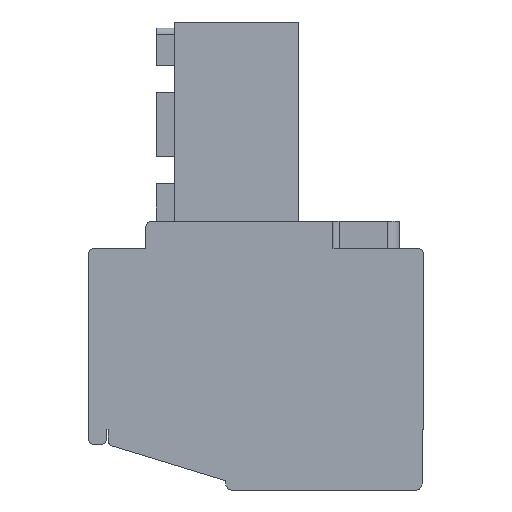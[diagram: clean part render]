
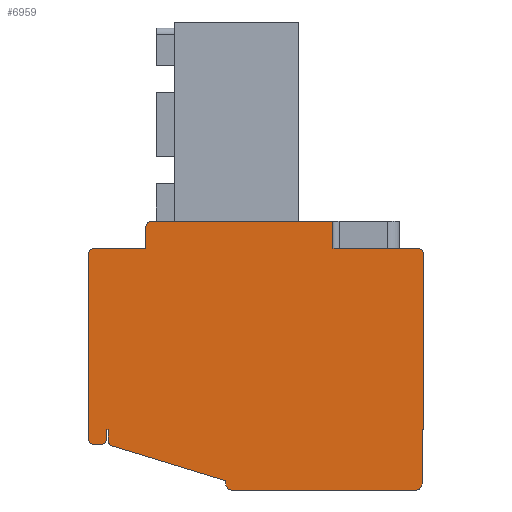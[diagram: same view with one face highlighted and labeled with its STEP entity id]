
A CAD part, left-side view. The second image highlights one B-rep face of the part: STEP entity #6959.
In plain terms, the highlighted planar face has unit normal (-1, 0, 0).
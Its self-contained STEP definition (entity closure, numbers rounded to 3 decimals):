
#72=CARTESIAN_POINT('',(-8.75,2.7,-6.8));
#73=DIRECTION('',(1.,0.,0.));
#74=DIRECTION('',(0.,1.,0.));
#75=AXIS2_PLACEMENT_3D('',#72,#73,#74);
#77=DIRECTION('',(0.,-1.,0.));
#78=VECTOR('',#77,6.);
#79=CARTESIAN_POINT('',(-8.75,2.7,-6.6));
#80=LINE('',#79,#78);
#81=DIRECTION('',(0.,0.,-1.));
#82=VECTOR('',#81,0.9);
#83=CARTESIAN_POINT('',(-8.75,-3.3,-6.6));
#84=LINE('',#83,#82);
#85=DIRECTION('',(0.,-1.,0.));
#86=VECTOR('',#85,2.8);
#87=CARTESIAN_POINT('',(-8.75,-3.3,-7.5));
#88=LINE('',#87,#86);
#89=CARTESIAN_POINT('',(-8.75,-6.1,-7.7));
#90=DIRECTION('',(1.,0.,0.));
#91=DIRECTION('',(0.,0.,1.));
#92=AXIS2_PLACEMENT_3D('',#89,#90,#91);
#94=DIRECTION('',(0.,0.,-1.));
#95=VECTOR('',#94,5.8);
#96=CARTESIAN_POINT('',(-8.75,-6.3,-7.7));
#97=LINE('',#96,#95);
#98=DIRECTION('',(0.,1.,0.));
#99=VECTOR('',#98,0.05);
#100=CARTESIAN_POINT('',(-8.75,-6.3,-13.5));
#101=LINE('',#100,#99);
#102=DIRECTION('',(0.,0.,-1.));
#103=VECTOR('',#102,1.8);
#104=CARTESIAN_POINT('',(-8.75,-6.25,-13.5));
#105=LINE('',#104,#103);
#106=CARTESIAN_POINT('',(-8.75,-6.05,-15.3));
#107=DIRECTION('',(1.,0.,0.));
#108=DIRECTION('',(0.,-1.,0.));
#109=AXIS2_PLACEMENT_3D('',#106,#107,#108);
#111=DIRECTION('',(0.,1.,0.));
#112=VECTOR('',#111,6.1);
#113=CARTESIAN_POINT('',(-8.75,-6.05,-15.5));
#114=LINE('',#113,#112);
#115=CARTESIAN_POINT('',(-8.75,0.05,-15.3));
#116=DIRECTION('',(1.,0.,0.));
#117=DIRECTION('',(0.,0.,-1.));
#118=AXIS2_PLACEMENT_3D('',#115,#116,#117);
#120=DIRECTION('',(0.,0.,1.));
#121=VECTOR('',#120,0.108);
#122=CARTESIAN_POINT('',(-8.75,0.25,-15.3));
#123=LINE('',#122,#121);
#124=DIRECTION('',(0.,0.956,0.292));
#125=VECTOR('',#124,3.93);
#126=CARTESIAN_POINT('',(-8.75,0.25,-15.192));
#127=LINE('',#126,#125);
#128=CARTESIAN_POINT('',(-8.75,3.95,-13.852));
#129=DIRECTION('',(1.,0.,0.));
#130=DIRECTION('',(0.,0.292,-0.956));
#131=AXIS2_PLACEMENT_3D('',#128,#129,#130);
#133=DIRECTION('',(0.,0.,1.));
#134=VECTOR('',#133,0.352);
#135=CARTESIAN_POINT('',(-8.75,4.15,-13.852));
#136=LINE('',#135,#134);
#137=DIRECTION('',(0.,1.,0.));
#138=VECTOR('',#137,0.05);
#139=CARTESIAN_POINT('',(-8.75,4.15,-13.5));
#140=LINE('',#139,#138);
#141=DIRECTION('',(0.,0.,-1.));
#142=VECTOR('',#141,0.3);
#143=CARTESIAN_POINT('',(-8.75,4.2,-13.5));
#144=LINE('',#143,#142);
#145=CARTESIAN_POINT('',(-8.75,4.4,-13.8));
#146=DIRECTION('',(1.,0.,0.));
#147=DIRECTION('',(0.,-1.,0.));
#148=AXIS2_PLACEMENT_3D('',#145,#146,#147);
#150=DIRECTION('',(0.,1.,0.));
#151=VECTOR('',#150,0.2);
#152=CARTESIAN_POINT('',(-8.75,4.4,-14.));
#153=LINE('',#152,#151);
#154=CARTESIAN_POINT('',(-8.75,4.6,-13.8));
#155=DIRECTION('',(1.,0.,0.));
#156=DIRECTION('',(0.,0.,-1.));
#157=AXIS2_PLACEMENT_3D('',#154,#155,#156);
#163=CARTESIAN_POINT('',(-8.75,4.6,-7.7));
#164=DIRECTION('',(-1.,0.,0.));
#165=DIRECTION('',(0.,0.,1.));
#166=AXIS2_PLACEMENT_3D('',#163,#164,#165);
#177=DIRECTION('',(0.,1.,0.));
#178=VECTOR('',#177,1.7);
#179=CARTESIAN_POINT('',(-8.75,2.9,-7.5));
#180=LINE('',#179,#178);
#272=DIRECTION('',(0.,0.,-1.));
#273=VECTOR('',#272,6.1);
#274=CARTESIAN_POINT('',(-8.75,4.8,-7.7));
#275=LINE('',#274,#273);
#3346=DIRECTION('',(0.,0.,-1.));
#3347=VECTOR('',#3346,0.7);
#3348=CARTESIAN_POINT('',(-8.75,2.9,-6.8));
#3349=LINE('',#3348,#3347);
#5536=CARTESIAN_POINT('',(-8.75,-6.3,-13.5));
#5537=CARTESIAN_POINT('',(-8.75,-6.25,-13.5));
#5538=VERTEX_POINT('',#5536);
#5539=VERTEX_POINT('',#5537);
#5540=CARTESIAN_POINT('',(-8.75,4.2,-13.5));
#5541=CARTESIAN_POINT('',(-8.75,4.2,-13.8));
#5542=VERTEX_POINT('',#5540);
#5543=VERTEX_POINT('',#5541);
#5544=CARTESIAN_POINT('',(-8.75,4.4,-14.));
#5545=CARTESIAN_POINT('',(-8.75,4.6,-14.));
#5546=VERTEX_POINT('',#5544);
#5547=VERTEX_POINT('',#5545);
#5548=CARTESIAN_POINT('',(-8.75,2.7,-6.6));
#5549=CARTESIAN_POINT('',(-8.75,-3.3,-6.6));
#5550=VERTEX_POINT('',#5548);
#5551=VERTEX_POINT('',#5549);
#5552=CARTESIAN_POINT('',(-8.75,-3.3,-7.5));
#5553=VERTEX_POINT('',#5552);
#5554=CARTESIAN_POINT('',(-8.75,-6.1,-7.5));
#5555=VERTEX_POINT('',#5554);
#5556=CARTESIAN_POINT('',(-8.75,-6.3,-7.7));
#5557=VERTEX_POINT('',#5556);
#5580=CARTESIAN_POINT('',(-8.75,4.8,-13.8));
#5581=VERTEX_POINT('',#5580);
#5582=CARTESIAN_POINT('',(-8.75,-6.25,-15.3));
#5583=VERTEX_POINT('',#5582);
#5584=CARTESIAN_POINT('',(-8.75,-6.05,-15.5));
#5585=VERTEX_POINT('',#5584);
#5586=CARTESIAN_POINT('',(-8.75,0.05,-15.5));
#5587=VERTEX_POINT('',#5586);
#5588=CARTESIAN_POINT('',(-8.75,0.25,-15.3));
#5589=VERTEX_POINT('',#5588);
#5590=CARTESIAN_POINT('',(-8.75,0.25,-15.192));
#5591=VERTEX_POINT('',#5590);
#5592=CARTESIAN_POINT('',(-8.75,4.008,-14.043));
#5593=VERTEX_POINT('',#5592);
#5594=CARTESIAN_POINT('',(-8.75,4.15,-13.852));
#5595=VERTEX_POINT('',#5594);
#5596=CARTESIAN_POINT('',(-8.75,4.15,-13.5));
#5597=VERTEX_POINT('',#5596);
#5616=CARTESIAN_POINT('',(-8.75,2.9,-6.8));
#5617=VERTEX_POINT('',#5616);
#5870=CARTESIAN_POINT('',(-8.75,2.9,-7.5));
#5872=VERTEX_POINT('',#5870);
#5894=CARTESIAN_POINT('',(-8.75,4.6,-7.5));
#5896=VERTEX_POINT('',#5894);
#5898=CARTESIAN_POINT('',(-8.75,4.8,-7.7));
#5899=VERTEX_POINT('',#5898);
#6904=CARTESIAN_POINT('',(-8.75,0.,0.));
#6905=DIRECTION('',(1.,0.,0.));
#6906=DIRECTION('',(0.,0.,-1.));
#6907=AXIS2_PLACEMENT_3D('',#6904,#6905,#6906);
#6908=PLANE('',#6907);
#6910=ORIENTED_EDGE('',*,*,#6909,.F.);
#6912=ORIENTED_EDGE('',*,*,#6911,.F.);
#6914=ORIENTED_EDGE('',*,*,#6913,.F.);
#6916=ORIENTED_EDGE('',*,*,#6915,.T.);
#6918=ORIENTED_EDGE('',*,*,#6917,.T.);
#6920=ORIENTED_EDGE('',*,*,#6919,.T.);
#6922=ORIENTED_EDGE('',*,*,#6921,.T.);
#6924=ORIENTED_EDGE('',*,*,#6923,.T.);
#6926=ORIENTED_EDGE('',*,*,#6925,.T.);
#6928=ORIENTED_EDGE('',*,*,#6927,.T.);
#6930=ORIENTED_EDGE('',*,*,#6929,.T.);
#6932=ORIENTED_EDGE('',*,*,#6931,.T.);
#6934=ORIENTED_EDGE('',*,*,#6933,.T.);
#6936=ORIENTED_EDGE('',*,*,#6935,.T.);
#6938=ORIENTED_EDGE('',*,*,#6937,.T.);
#6940=ORIENTED_EDGE('',*,*,#6939,.T.);
#6942=ORIENTED_EDGE('',*,*,#6941,.T.);
#6944=ORIENTED_EDGE('',*,*,#6943,.T.);
#6946=ORIENTED_EDGE('',*,*,#6945,.T.);
#6948=ORIENTED_EDGE('',*,*,#6947,.T.);
#6950=ORIENTED_EDGE('',*,*,#6949,.T.);
#6952=ORIENTED_EDGE('',*,*,#6951,.T.);
#6954=ORIENTED_EDGE('',*,*,#6953,.T.);
#6956=ORIENTED_EDGE('',*,*,#6955,.F.);
#6957=EDGE_LOOP('',(#6910,#6912,#6914,#6916,#6918,#6920,#6922,#6924,#6926,#6928,
#6930,#6932,#6934,#6936,#6938,#6940,#6942,#6944,#6946,#6948,#6950,#6952,#6954,
#6956));
#6958=FACE_OUTER_BOUND('',#6957,.F.);
#6959=ADVANCED_FACE('',(#6958),#6908,.F.);
#76=CIRCLE('',#75,0.2);
#93=CIRCLE('',#92,0.2);
#110=CIRCLE('',#109,0.2);
#119=CIRCLE('',#118,0.2);
#132=CIRCLE('',#131,0.2);
#149=CIRCLE('',#148,0.2);
#158=CIRCLE('',#157,0.2);
#167=CIRCLE('',#166,0.2);
#6909=EDGE_CURVE('',#5896,#5899,#167,.T.);
#6911=EDGE_CURVE('',#5872,#5896,#180,.T.);
#6913=EDGE_CURVE('',#5617,#5872,#3349,.T.);
#6915=EDGE_CURVE('',#5617,#5550,#76,.T.);
#6917=EDGE_CURVE('',#5550,#5551,#80,.T.);
#6919=EDGE_CURVE('',#5551,#5553,#84,.T.);
#6921=EDGE_CURVE('',#5553,#5555,#88,.T.);
#6923=EDGE_CURVE('',#5555,#5557,#93,.T.);
#6925=EDGE_CURVE('',#5557,#5538,#97,.T.);
#6927=EDGE_CURVE('',#5538,#5539,#101,.T.);
#6929=EDGE_CURVE('',#5539,#5583,#105,.T.);
#6931=EDGE_CURVE('',#5583,#5585,#110,.T.);
#6933=EDGE_CURVE('',#5585,#5587,#114,.T.);
#6935=EDGE_CURVE('',#5587,#5589,#119,.T.);
#6937=EDGE_CURVE('',#5589,#5591,#123,.T.);
#6939=EDGE_CURVE('',#5591,#5593,#127,.T.);
#6941=EDGE_CURVE('',#5593,#5595,#132,.T.);
#6943=EDGE_CURVE('',#5595,#5597,#136,.T.);
#6945=EDGE_CURVE('',#5597,#5542,#140,.T.);
#6947=EDGE_CURVE('',#5542,#5543,#144,.T.);
#6949=EDGE_CURVE('',#5543,#5546,#149,.T.);
#6951=EDGE_CURVE('',#5546,#5547,#153,.T.);
#6953=EDGE_CURVE('',#5547,#5581,#158,.T.);
#6955=EDGE_CURVE('',#5899,#5581,#275,.T.);
